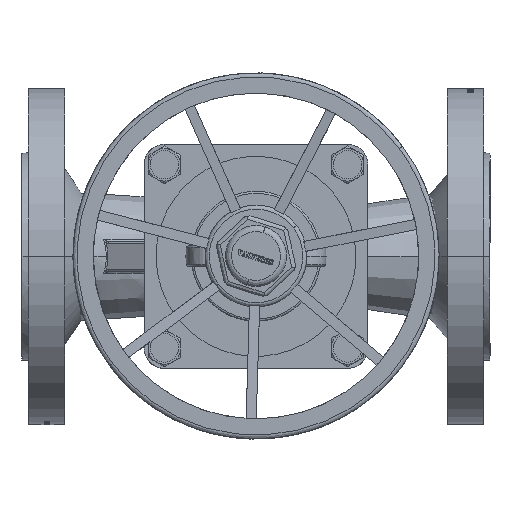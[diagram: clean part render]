
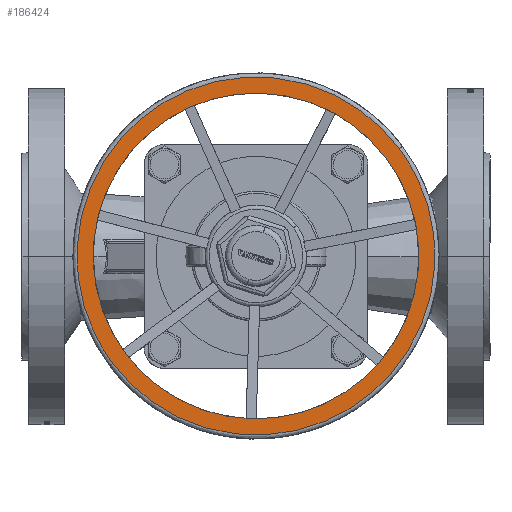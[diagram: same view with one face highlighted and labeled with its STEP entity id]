
A CAD part, top view. The second image highlights one B-rep face of the part: STEP entity #186424.
In plain terms, the highlighted free-form (B-spline) face has degree [1, 1] with [2, 2] control points.
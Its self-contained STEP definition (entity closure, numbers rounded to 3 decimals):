
#184509 = VERTEX_POINT('',#184510);
#184510 = CARTESIAN_POINT('',(258.658,-126.169,
    354.542));
#184516 = EDGE_CURVE('',#184517,#184509,#184519,.T.);
#184517 = VERTEX_POINT('',#184518);
#184518 = CARTESIAN_POINT('',(88.174,-254.067,
    354.542));
#184519 = ( BOUNDED_CURVE() B_SPLINE_CURVE(2,(#184520,#184521,#184522,
#184523,#184524),.UNSPECIFIED.,.F.,.F.) B_SPLINE_CURVE_WITH_KNOTS((3,2,3
),(0.,1.571,3.142),.PIECEWISE_BEZIER_KNOTS.) CURVE() 
GEOMETRIC_REPRESENTATION_ITEM() RATIONAL_B_SPLINE_CURVE((1.,
0.707,1.,0.707,1.)) REPRESENTATION_ITEM('') );
#184520 = CARTESIAN_POINT('',(88.174,-254.067,
    354.542));
#184521 = CARTESIAN_POINT('',(152.123,-339.309,
    354.542));
#184522 = CARTESIAN_POINT('',(237.365,-275.36,
    354.542));
#184523 = CARTESIAN_POINT('',(322.607,-211.411,
    354.542));
#184524 = CARTESIAN_POINT('',(258.658,-126.169,
    354.542));
#184690 = VERTEX_POINT('',#184691);
#184691 = CARTESIAN_POINT('',(79.648,-165.778,
    354.542));
#184733 = VERTEX_POINT('',#184734);
#184734 = CARTESIAN_POINT('',(133.982,-101.631,
    354.542));
#184776 = VERTEX_POINT('',#184777);
#184777 = CARTESIAN_POINT('',(218.011,-104.117,
    354.542));
#184816 = EDGE_CURVE('',#184817,#184776,#184819,.T.);
#184817 = VERTEX_POINT('',#184818);
#184818 = CARTESIAN_POINT('',(250.909,-131.982,
    354.542));
#184819 = ( BOUNDED_CURVE() B_SPLINE_CURVE(2,(#184820,#184821,#184822),
.UNSPECIFIED.,.F.,.F.) B_SPLINE_CURVE_WITH_KNOTS((3,3),(3.142,
3.59),.PIECEWISE_BEZIER_KNOTS.) CURVE() 
GEOMETRIC_REPRESENTATION_ITEM() RATIONAL_B_SPLINE_CURVE((1.,
0.975,1.)) REPRESENTATION_ITEM('') );
#184820 = CARTESIAN_POINT('',(250.909,-131.982,
    354.542));
#184821 = CARTESIAN_POINT('',(237.64,-114.295,
    354.542));
#184822 = CARTESIAN_POINT('',(218.011,-104.117,
    354.542));
#184861 = VERTEX_POINT('',#184862);
#184862 = CARTESIAN_POINT('',(95.923,-248.253,
    354.542));
#184869 = EDGE_CURVE('',#184690,#184861,#184870,.T.);
#184870 = ( BOUNDED_CURVE() B_SPLINE_CURVE(2,(#184871,#184872,#184873),
.UNSPECIFIED.,.F.,.F.) B_SPLINE_CURVE_WITH_KNOTS((3,3),(5.386,
6.283),.PIECEWISE_BEZIER_KNOTS.) CURVE() 
GEOMETRIC_REPRESENTATION_ITEM() RATIONAL_B_SPLINE_CURVE((1.,
0.901,1.)) REPRESENTATION_ITEM('') );
#184871 = CARTESIAN_POINT('',(79.648,-165.778,
    354.542));
#184872 = CARTESIAN_POINT('',(67.926,-210.935,
    354.542));
#184873 = CARTESIAN_POINT('',(95.923,-248.253,
    354.542));
#184875 = EDGE_CURVE('',#184733,#184690,#184876,.T.);
#184876 = ( BOUNDED_CURVE() B_SPLINE_CURVE(2,(#184877,#184878,#184879),
.UNSPECIFIED.,.F.,.F.) B_SPLINE_CURVE_WITH_KNOTS((3,3),(4.488,
5.386),.PIECEWISE_BEZIER_KNOTS.) CURVE() 
GEOMETRIC_REPRESENTATION_ITEM() RATIONAL_B_SPLINE_CURVE((1.,
0.901,1.)) REPRESENTATION_ITEM('') );
#184877 = CARTESIAN_POINT('',(133.982,-101.631,
    354.542));
#184878 = CARTESIAN_POINT('',(91.369,-120.622,
    354.542));
#184879 = CARTESIAN_POINT('',(79.648,-165.778,
    354.542));
#184881 = EDGE_CURVE('',#184776,#184733,#184882,.T.);
#184882 = ( BOUNDED_CURVE() B_SPLINE_CURVE(2,(#184883,#184884,#184885),
.UNSPECIFIED.,.F.,.F.) B_SPLINE_CURVE_WITH_KNOTS((3,3),(3.59,
4.488),.PIECEWISE_BEZIER_KNOTS.) CURVE() 
GEOMETRIC_REPRESENTATION_ITEM() RATIONAL_B_SPLINE_CURVE((1.,
0.901,1.)) REPRESENTATION_ITEM('') );
#184883 = CARTESIAN_POINT('',(218.011,-104.117,
    354.542));
#184884 = CARTESIAN_POINT('',(176.595,-82.641,
    354.542));
#184885 = CARTESIAN_POINT('',(133.982,-101.631,
    354.542));
#186258 = VERTEX_POINT('',#186259);
#186259 = CARTESIAN_POINT('',(268.459,-171.363,
    354.542));
#186301 = VERTEX_POINT('',#186302);
#186302 = CARTESIAN_POINT('',(247.338,-252.732,
    354.542));
#186344 = VERTEX_POINT('',#186345);
#186345 = CARTESIAN_POINT('',(170.552,-286.951,
    354.542));
#186384 = EDGE_CURVE('',#184861,#186344,#186385,.T.);
#186385 = ( BOUNDED_CURVE() B_SPLINE_CURVE(2,(#186386,#186387,#186388),
.UNSPECIFIED.,.F.,.F.) B_SPLINE_CURVE_WITH_KNOTS((3,3),(0.,
0.898),.PIECEWISE_BEZIER_KNOTS.) CURVE() 
GEOMETRIC_REPRESENTATION_ITEM() RATIONAL_B_SPLINE_CURVE((1.,
0.901,1.)) REPRESENTATION_ITEM('') );
#186386 = CARTESIAN_POINT('',(95.923,-248.253,
    354.542));
#186387 = CARTESIAN_POINT('',(123.92,-285.572,
    354.542));
#186388 = CARTESIAN_POINT('',(170.552,-286.951,
    354.542));
#186396 = EDGE_CURVE('',#186258,#184817,#186397,.T.);
#186397 = ( BOUNDED_CURVE() B_SPLINE_CURVE(2,(#186398,#186399,#186400),
.UNSPECIFIED.,.F.,.F.) B_SPLINE_CURVE_WITH_KNOTS((3,3),(2.693,
3.142),.PIECEWISE_BEZIER_KNOTS.) CURVE() 
GEOMETRIC_REPRESENTATION_ITEM() RATIONAL_B_SPLINE_CURVE((1.,
0.975,1.)) REPRESENTATION_ITEM('') );
#186398 = CARTESIAN_POINT('',(268.459,-171.363,
    354.542));
#186399 = CARTESIAN_POINT('',(264.178,-149.67,
    354.542));
#186400 = CARTESIAN_POINT('',(250.909,-131.982,
    354.542));
#186402 = EDGE_CURVE('',#186301,#186258,#186403,.T.);
#186403 = ( BOUNDED_CURVE() B_SPLINE_CURVE(2,(#186404,#186405,#186406),
.UNSPECIFIED.,.F.,.F.) B_SPLINE_CURVE_WITH_KNOTS((3,3),(1.795,
2.693),.PIECEWISE_BEZIER_KNOTS.) CURVE() 
GEOMETRIC_REPRESENTATION_ITEM() RATIONAL_B_SPLINE_CURVE((1.,
0.901,1.)) REPRESENTATION_ITEM('') );
#186404 = CARTESIAN_POINT('',(247.338,-252.732,
    354.542));
#186405 = CARTESIAN_POINT('',(277.491,-217.133,
    354.542));
#186406 = CARTESIAN_POINT('',(268.459,-171.363,
    354.542));
#186408 = EDGE_CURVE('',#186344,#186301,#186409,.T.);
#186409 = ( BOUNDED_CURVE() B_SPLINE_CURVE(2,(#186410,#186411,#186412),
.UNSPECIFIED.,.F.,.F.) B_SPLINE_CURVE_WITH_KNOTS((3,3),(0.898,
1.795),.PIECEWISE_BEZIER_KNOTS.) CURVE() 
GEOMETRIC_REPRESENTATION_ITEM() RATIONAL_B_SPLINE_CURVE((1.,
0.901,1.)) REPRESENTATION_ITEM('') );
#186410 = CARTESIAN_POINT('',(170.552,-286.951,
    354.542));
#186411 = CARTESIAN_POINT('',(217.184,-288.33,
    354.542));
#186412 = CARTESIAN_POINT('',(247.338,-252.732,
    354.542));
#186424 = ADVANCED_FACE('',(#186425,#186435),#186446,.T.);
#186425 = FACE_BOUND('',#186426,.T.);
#186426 = EDGE_LOOP('',(#186427,#186428,#186429,#186430,#186431,#186432,
    #186433,#186434));
#186427 = ORIENTED_EDGE('',*,*,#184869,.F.);
#186428 = ORIENTED_EDGE('',*,*,#184875,.F.);
#186429 = ORIENTED_EDGE('',*,*,#184881,.F.);
#186430 = ORIENTED_EDGE('',*,*,#184816,.F.);
#186431 = ORIENTED_EDGE('',*,*,#186396,.F.);
#186432 = ORIENTED_EDGE('',*,*,#186402,.F.);
#186433 = ORIENTED_EDGE('',*,*,#186408,.F.);
#186434 = ORIENTED_EDGE('',*,*,#186384,.F.);
#186435 = FACE_BOUND('',#186436,.T.);
#186436 = EDGE_LOOP('',(#186437,#186438));
#186437 = ORIENTED_EDGE('',*,*,#184516,.T.);
#186438 = ORIENTED_EDGE('',*,*,#186439,.T.);
#186439 = EDGE_CURVE('',#184509,#184517,#186440,.T.);
#186440 = ( BOUNDED_CURVE() B_SPLINE_CURVE(2,(#186441,#186442,#186443,
#186444,#186445),.UNSPECIFIED.,.F.,.F.) B_SPLINE_CURVE_WITH_KNOTS((3,2,3
    ),(3.142,4.712,6.283),
.PIECEWISE_BEZIER_KNOTS.) CURVE() GEOMETRIC_REPRESENTATION_ITEM() 
RATIONAL_B_SPLINE_CURVE((1.,0.707,1.,0.707,1.)) 
REPRESENTATION_ITEM('') );
#186441 = CARTESIAN_POINT('',(258.658,-126.169,
    354.542));
#186442 = CARTESIAN_POINT('',(194.709,-40.927,
    354.542));
#186443 = CARTESIAN_POINT('',(109.467,-104.876,
    354.542));
#186444 = CARTESIAN_POINT('',(24.225,-168.824,
    354.542));
#186445 = CARTESIAN_POINT('',(88.174,-254.067,
    354.542));
#186446 = B_SPLINE_SURFACE_WITH_KNOTS('',1,1,(
    (#186447,#186448)
    ,(#186449,#186450
  )),.UNSPECIFIED.,.F.,.F.,.F.,(2,2),(2,2),(-88.,88.),(-88.,88.),
  .PIECEWISE_BEZIER_KNOTS.);
#186447 = CARTESIAN_POINT('',(194.709,-40.927,
    354.542));
#186448 = CARTESIAN_POINT('',(322.607,-211.411,
    354.542));
#186449 = CARTESIAN_POINT('',(24.225,-168.824,
    354.542));
#186450 = CARTESIAN_POINT('',(152.123,-339.309,
    354.542));
